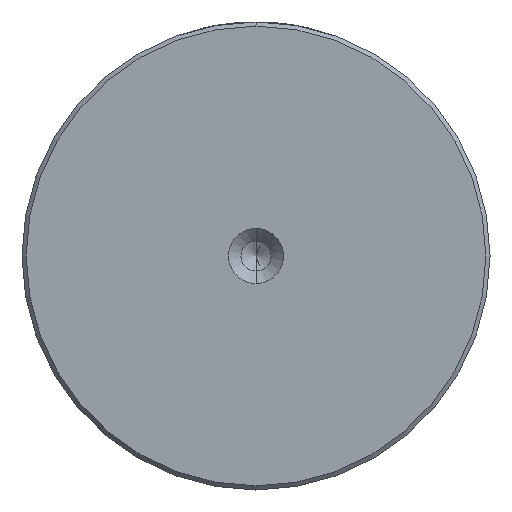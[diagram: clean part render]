
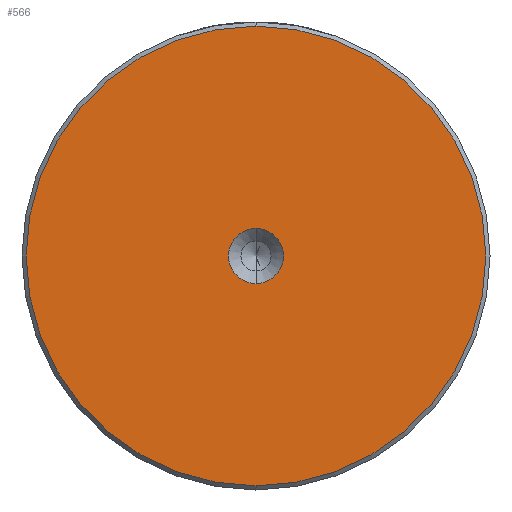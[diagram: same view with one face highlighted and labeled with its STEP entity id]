
A CAD part, left-side view. The second image highlights one B-rep face of the part: STEP entity #566.
In plain terms, the highlighted planar face has unit normal (-1, 0, 0).
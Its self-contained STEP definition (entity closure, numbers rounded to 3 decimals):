
#78 = FACE_OUTER_BOUND ( 'NONE', #1373, .T. ) ;
#118 = EDGE_CURVE ( 'NONE', #2732, #2211, #1446, .T. ) ;
#230 = AXIS2_PLACEMENT_3D ( 'NONE', #1975, #1536, #1527 ) ;
#357 = AXIS2_PLACEMENT_3D ( 'NONE', #1748, #445, #1972 ) ;
#374 = VERTEX_POINT ( 'NONE', #2363 ) ;
#388 = CIRCLE ( 'NONE', #357, 3.3 ) ;
#445 = DIRECTION ( 'NONE',  ( -1., 0., 0. ) ) ;
#566 = ADVANCED_FACE ( 'NONE', ( #78, #643 ), #1754, .T. ) ;
#643 = FACE_BOUND ( 'NONE', #1246, .T. ) ;
#772 = AXIS2_PLACEMENT_3D ( 'NONE', #2077, #2068, #2060 ) ;
#928 = AXIS2_PLACEMENT_3D ( 'NONE', #1253, #2801, #1471 ) ;
#1029 = CIRCLE ( 'NONE', #2597, 27.5 ) ;
#1125 = ORIENTED_EDGE ( 'NONE', *, *, #1470, .F. ) ;
#1239 = DIRECTION ( 'NONE',  ( -1., 0., 0. ) ) ;
#1246 = EDGE_LOOP ( 'NONE', ( #1125, #1850 ) ) ;
#1247 = ORIENTED_EDGE ( 'NONE', *, *, #2282, .T. ) ;
#1253 = CARTESIAN_POINT ( 'NONE',  ( 0., 0., 0. ) ) ;
#1373 = EDGE_LOOP ( 'NONE', ( #2422, #1247 ) ) ;
#1446 = CIRCLE ( 'NONE', #772, 27.5 ) ;
#1470 = EDGE_CURVE ( 'NONE', #374, #2675, #2314, .T. ) ;
#1471 = DIRECTION ( 'NONE',  ( 0., 0., 1. ) ) ;
#1527 = DIRECTION ( 'NONE',  ( 0., 0., 1. ) ) ;
#1536 = DIRECTION ( 'NONE',  ( -1., 0., 0. ) ) ;
#1748 = CARTESIAN_POINT ( 'NONE',  ( 0., 0., 0. ) ) ;
#1754 = PLANE ( 'NONE',  #230 ) ;
#1850 = ORIENTED_EDGE ( 'NONE', *, *, #1891, .F. ) ;
#1891 = EDGE_CURVE ( 'NONE', #2675, #374, #388, .T. ) ;
#1972 = DIRECTION ( 'NONE',  ( 0., 0., 1. ) ) ;
#1975 = CARTESIAN_POINT ( 'NONE',  ( 0., 0., 0. ) ) ;
#2060 = DIRECTION ( 'NONE',  ( 0., 0., 1. ) ) ;
#2068 = DIRECTION ( 'NONE',  ( -1., 0., 0. ) ) ;
#2077 = CARTESIAN_POINT ( 'NONE',  ( 0., 0., 0. ) ) ;
#2211 = VERTEX_POINT ( 'NONE', #2295 ) ;
#2251 = CARTESIAN_POINT ( 'NONE',  ( 0., 0., -27.5 ) ) ;
#2282 = EDGE_CURVE ( 'NONE', #2211, #2732, #1029, .T. ) ;
#2295 = CARTESIAN_POINT ( 'NONE',  ( 0., 0., 27.5 ) ) ;
#2314 = CIRCLE ( 'NONE', #928, 3.3 ) ;
#2363 = CARTESIAN_POINT ( 'NONE',  ( 0., 0., 3.3 ) ) ;
#2422 = ORIENTED_EDGE ( 'NONE', *, *, #118, .T. ) ;
#2464 = CARTESIAN_POINT ( 'NONE',  ( 0., 0., -3.3 ) ) ;
#2569 = CARTESIAN_POINT ( 'NONE',  ( 0., 0., 0. ) ) ;
#2597 = AXIS2_PLACEMENT_3D ( 'NONE', #2569, #1239, #2783 ) ;
#2675 = VERTEX_POINT ( 'NONE', #2464 ) ;
#2732 = VERTEX_POINT ( 'NONE', #2251 ) ;
#2783 = DIRECTION ( 'NONE',  ( 0., 0., 1. ) ) ;
#2801 = DIRECTION ( 'NONE',  ( -1., 0., 0. ) ) ;
